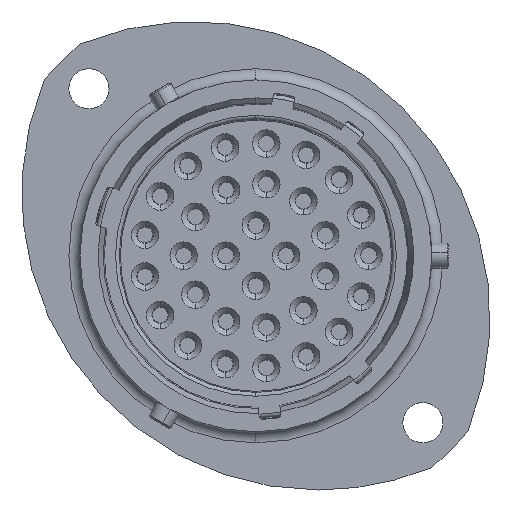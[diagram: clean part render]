
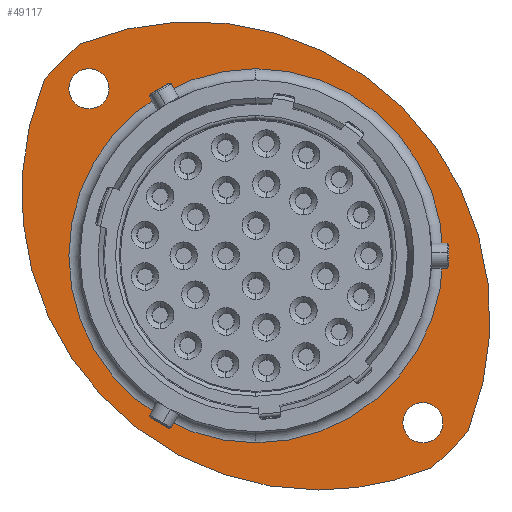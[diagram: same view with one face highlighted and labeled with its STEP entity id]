
A CAD part, left-side view. The second image highlights one B-rep face of the part: STEP entity #49117.
In plain terms, the highlighted planar face has unit normal (-1, 0, 0).
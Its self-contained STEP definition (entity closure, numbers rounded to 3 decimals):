
#160 = CIRCLE ( 'NONE', #25959, 15.13 ) ;
#215 = EDGE_CURVE ( 'NONE', #2579, #37661, #42845, .T. ) ;
#433 = DIRECTION ( 'NONE',  ( -1., 0., 0. ) ) ;
#622 = CARTESIAN_POINT ( 'NONE',  ( 15.98, 0., 0. ) ) ;
#657 = VERTEX_POINT ( 'NONE', #33540 ) ;
#1158 = CARTESIAN_POINT ( 'NONE',  ( 15.98, 14.23, 0. ) ) ;
#1596 = CIRCLE ( 'NONE', #34568, 15.13 ) ;
#2098 = CIRCLE ( 'NONE', #10934, 22.25 ) ;
#2579 = VERTEX_POINT ( 'NONE', #27725 ) ;
#3441 = ORIENTED_EDGE ( 'NONE', *, *, #25999, .T. ) ;
#3938 = DIRECTION ( 'NONE',  ( 0., 0., -1. ) ) ;
#4561 = CARTESIAN_POINT ( 'NONE',  ( 15.98, -5.056, 5.056 ) ) ;
#4614 = CARTESIAN_POINT ( 'NONE',  ( 15.98, 14.19, 17.138 ) ) ;
#4999 = VERTEX_POINT ( 'NONE', #15781 ) ;
#5124 = CIRCLE ( 'NONE', #41985, 24. ) ;
#5726 = CARTESIAN_POINT ( 'NONE',  ( 15.98, 13.506, 13.506 ) ) ;
#6142 = EDGE_CURVE ( 'NONE', #22813, #12354, #2098, .T. ) ;
#6219 = EDGE_CURVE ( 'NONE', #39323, #23110, #20880, .T. ) ;
#6349 = EDGE_LOOP ( 'NONE', ( #48558, #30653 ) ) ;
#6977 = DIRECTION ( 'NONE',  ( 0., 0., 1. ) ) ;
#7064 = FACE_BOUND ( 'NONE', #12323, .T. ) ;
#7977 = EDGE_CURVE ( 'NONE', #4999, #41148, #20401, .T. ) ;
#8172 = ORIENTED_EDGE ( 'NONE', *, *, #8494, .T. ) ;
#8494 = EDGE_CURVE ( 'NONE', #9046, #22813, #28545, .T. ) ;
#8648 = CARTESIAN_POINT ( 'NONE',  ( 15.98, -14.19, -17.138 ) ) ;
#9046 = VERTEX_POINT ( 'NONE', #16985 ) ;
#9388 = AXIS2_PLACEMENT_3D ( 'NONE', #4561, #24848, #25038 ) ;
#9867 = ORIENTED_EDGE ( 'NONE', *, *, #37535, .T. ) ;
#10064 = CIRCLE ( 'NONE', #25752, 24. ) ;
#10190 = ORIENTED_EDGE ( 'NONE', *, *, #47989, .T. ) ;
#10934 = AXIS2_PLACEMENT_3D ( 'NONE', #15831, #49004, #6977 ) ;
#11603 = FACE_OUTER_BOUND ( 'NONE', #35318, .T. ) ;
#11902 = CARTESIAN_POINT ( 'NONE',  ( 15.98, 0., -15.13 ) ) ;
#11988 = CIRCLE ( 'NONE', #13922, 1.625 ) ;
#12323 = EDGE_LOOP ( 'NONE', ( #51095, #39169 ) ) ;
#12354 = VERTEX_POINT ( 'NONE', #52004 ) ;
#13202 = DIRECTION ( 'NONE',  ( 1., 0., 0. ) ) ;
#13560 = CARTESIAN_POINT ( 'NONE',  ( 15.98, 0., 0. ) ) ;
#13794 = AXIS2_PLACEMENT_3D ( 'NONE', #5726, #35120, #39657 ) ;
#13922 = AXIS2_PLACEMENT_3D ( 'NONE', #45771, #37320, #16270 ) ;
#14449 = ORIENTED_EDGE ( 'NONE', *, *, #6142, .T. ) ;
#15402 = DIRECTION ( 'NONE',  ( 1., 0., 0. ) ) ;
#15781 = CARTESIAN_POINT ( 'NONE',  ( 15.98, -13.506, -11.881 ) ) ;
#15831 = CARTESIAN_POINT ( 'NONE',  ( 15.98, 0., 0. ) ) ;
#16270 = DIRECTION ( 'NONE',  ( 0., 0., -1. ) ) ;
#16985 = CARTESIAN_POINT ( 'NONE',  ( 15.98, -5.056, -18.944 ) ) ;
#17002 = ORIENTED_EDGE ( 'NONE', *, *, #28460, .T. ) ;
#17566 = EDGE_CURVE ( 'NONE', #41148, #4999, #11988, .T. ) ;
#17983 = EDGE_LOOP ( 'NONE', ( #17002, #10190 ) ) ;
#19277 = CARTESIAN_POINT ( 'NONE',  ( 15.98, 5.056, -5.056 ) ) ;
#19493 = EDGE_CURVE ( 'NONE', #37661, #2579, #45205, .T. ) ;
#20401 = CIRCLE ( 'NONE', #48228, 1.625 ) ;
#20440 = DIRECTION ( 'NONE',  ( -1., 0., 0. ) ) ;
#20511 = CARTESIAN_POINT ( 'NONE',  ( 15.98, 13.506, 15.131 ) ) ;
#20783 = DIRECTION ( 'NONE',  ( -1., 0., 0. ) ) ;
#20880 = CIRCLE ( 'NONE', #33881, 22.25 ) ;
#21073 = DIRECTION ( 'NONE',  ( 0., 0., -1. ) ) ;
#21916 = AXIS2_PLACEMENT_3D ( 'NONE', #1158, #30150, #38185 ) ;
#22594 = FACE_BOUND ( 'NONE', #17983, .T. ) ;
#22813 = VERTEX_POINT ( 'NONE', #8648 ) ;
#23110 = VERTEX_POINT ( 'NONE', #49740 ) ;
#23908 = CARTESIAN_POINT ( 'NONE',  ( 15.98, 0., 0. ) ) ;
#24331 = DIRECTION ( 'NONE',  ( -1., 0., 0. ) ) ;
#24848 = DIRECTION ( 'NONE',  ( -1., 0., 0. ) ) ;
#25038 = DIRECTION ( 'NONE',  ( 0., 0., -1. ) ) ;
#25752 = AXIS2_PLACEMENT_3D ( 'NONE', #37493, #20783, #3938 ) ;
#25959 = AXIS2_PLACEMENT_3D ( 'NONE', #23908, #15402, #32039 ) ;
#25999 = EDGE_CURVE ( 'NONE', #23110, #9046, #10064, .T. ) ;
#27725 = CARTESIAN_POINT ( 'NONE',  ( 15.98, 13.506, 11.881 ) ) ;
#28460 = EDGE_CURVE ( 'NONE', #38117, #657, #1596, .T. ) ;
#28545 = CIRCLE ( 'NONE', #9388, 24. ) ;
#30150 = DIRECTION ( 'NONE',  ( 1., 0., 0. ) ) ;
#30653 = ORIENTED_EDGE ( 'NONE', *, *, #7977, .F. ) ;
#32039 = DIRECTION ( 'NONE',  ( 0., 0., -1. ) ) ;
#32563 = AXIS2_PLACEMENT_3D ( 'NONE', #40814, #20440, #49471 ) ;
#33540 = CARTESIAN_POINT ( 'NONE',  ( 15.98, 0., 15.13 ) ) ;
#33620 = FACE_BOUND ( 'NONE', #6349, .T. ) ;
#33881 = AXIS2_PLACEMENT_3D ( 'NONE', #622, #24331, #36902 ) ;
#34568 = AXIS2_PLACEMENT_3D ( 'NONE', #13560, #13202, #50518 ) ;
#35120 = DIRECTION ( 'NONE',  ( -1., 0., 0. ) ) ;
#35318 = EDGE_LOOP ( 'NONE', ( #3441, #8172, #14449, #9867, #37560 ) ) ;
#36902 = DIRECTION ( 'NONE',  ( 0., 0., 1. ) ) ;
#37320 = DIRECTION ( 'NONE',  ( -1., 0., 0. ) ) ;
#37493 = CARTESIAN_POINT ( 'NONE',  ( 15.98, -5.056, 5.056 ) ) ;
#37535 = EDGE_CURVE ( 'NONE', #12354, #39323, #5124, .T. ) ;
#37560 = ORIENTED_EDGE ( 'NONE', *, *, #6219, .T. ) ;
#37661 = VERTEX_POINT ( 'NONE', #20511 ) ;
#38117 = VERTEX_POINT ( 'NONE', #11902 ) ;
#38185 = DIRECTION ( 'NONE',  ( 0., 0., -1. ) ) ;
#38364 = PLANE ( 'NONE',  #21916 ) ;
#39169 = ORIENTED_EDGE ( 'NONE', *, *, #19493, .F. ) ;
#39323 = VERTEX_POINT ( 'NONE', #4614 ) ;
#39657 = DIRECTION ( 'NONE',  ( 0., 0., -1. ) ) ;
#39793 = DIRECTION ( 'NONE',  ( 0., 0., -1. ) ) ;
#40814 = CARTESIAN_POINT ( 'NONE',  ( 15.98, 13.506, 13.506 ) ) ;
#41148 = VERTEX_POINT ( 'NONE', #43726 ) ;
#41985 = AXIS2_PLACEMENT_3D ( 'NONE', #19277, #44456, #39793 ) ;
#42845 = CIRCLE ( 'NONE', #32563, 1.625 ) ;
#43726 = CARTESIAN_POINT ( 'NONE',  ( 15.98, -13.506, -15.131 ) ) ;
#44456 = DIRECTION ( 'NONE',  ( -1., 0., 0. ) ) ;
#45205 = CIRCLE ( 'NONE', #13794, 1.625 ) ;
#45535 = CARTESIAN_POINT ( 'NONE',  ( 15.98, -13.506, -13.506 ) ) ;
#45771 = CARTESIAN_POINT ( 'NONE',  ( 15.98, -13.506, -13.506 ) ) ;
#47989 = EDGE_CURVE ( 'NONE', #657, #38117, #160, .T. ) ;
#48228 = AXIS2_PLACEMENT_3D ( 'NONE', #45535, #433, #21073 ) ;
#48558 = ORIENTED_EDGE ( 'NONE', *, *, #17566, .F. ) ;
#49004 = DIRECTION ( 'NONE',  ( -1., 0., 0. ) ) ;
#49117 = ADVANCED_FACE ( 'NONE', ( #7064, #33620, #22594, #11603 ), #38364, .F. ) ;
#49471 = DIRECTION ( 'NONE',  ( 0., 0., -1. ) ) ;
#49740 = CARTESIAN_POINT ( 'NONE',  ( 15.98, 17.138, 14.19 ) ) ;
#50518 = DIRECTION ( 'NONE',  ( 0., 0., -1. ) ) ;
#51095 = ORIENTED_EDGE ( 'NONE', *, *, #215, .F. ) ;
#52004 = CARTESIAN_POINT ( 'NONE',  ( 15.98, -17.138, -14.19 ) ) ;
